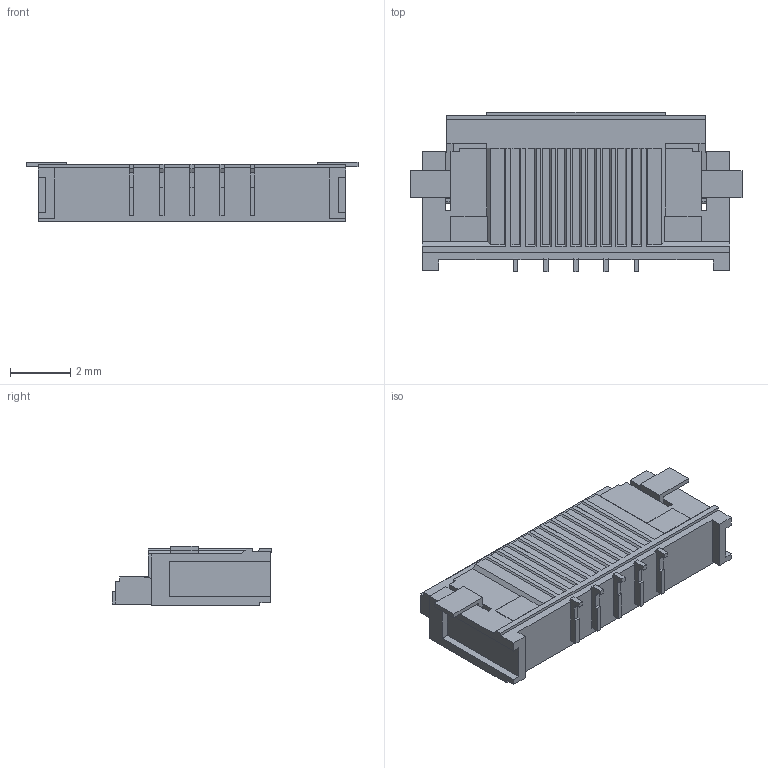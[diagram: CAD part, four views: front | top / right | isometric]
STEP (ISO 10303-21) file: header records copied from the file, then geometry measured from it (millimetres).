
FILE_DESCRIPTION(('STEP AP242'),'1');
FILE_NAME('2005280050.stp','2024-11-10T09:07:50',('TraceParts'),('TraceParts S.A.'),'Spatial InterOp 3D',' ',' ');
FILE_SCHEMA(('AP242_MANAGED_MODEL_BASED_3D_ENGINEERING_MIM_LF {1 0 10303 442 1 1 4}'));
Length unit declared in the file: millimetre
Products named in the file (1): 2005280050
Bounding box: 11 x 5.3 x 1.96 mm (x, y, z)
Volume: 58.8 mm3; surface area: 251.3 mm2
Topology: 1 solids, 1 shells, 570 faces, 1687 edges, 1104 vertices
Faces by surface type: plane 492, cylinder 78
Entity records: 18776 total; most frequent: ORIENTED_EDGE 3374, CARTESIAN_POINT 3362, DIRECTION 2995, EDGE_CURVE 1687, LINE 1521, VECTOR 1521, VERTEX_POINT 1104, AXIS2_PLACEMENT_3D 737
